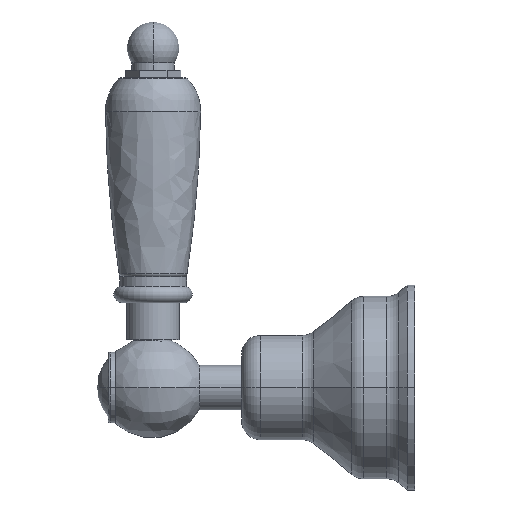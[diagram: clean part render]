
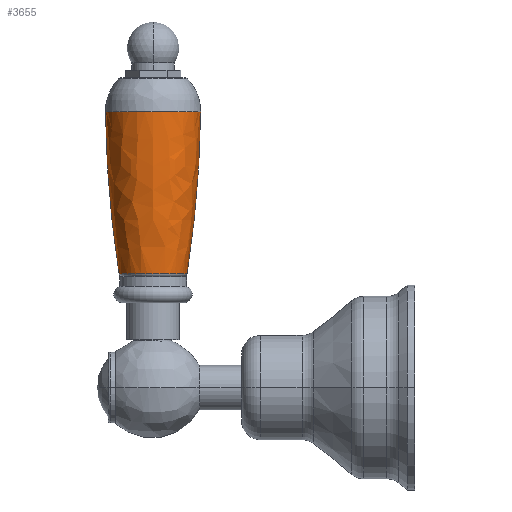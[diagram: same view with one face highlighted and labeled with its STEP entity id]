
A CAD part, left-side view. The second image highlights one B-rep face of the part: STEP entity #3655.
In plain terms, the highlighted free-form (B-spline) face has degree [3, 3] with [7, 4] control points.
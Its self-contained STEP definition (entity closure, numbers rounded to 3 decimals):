
#1429=CARTESIAN_POINT('',(0.,148.3,74.068));
#1430=DIRECTION('',(0.,0.,-1.));
#1431=DIRECTION('',(0.,-1.,0.));
#1432=AXIS2_PLACEMENT_3D('',#1429,#1430,#1431);
#1449=CARTESIAN_POINT('',(0.,435.5,77.377));
#1450=DIRECTION('',(-1.,0.,0.));
#1451=DIRECTION('',(0.,-0.988,-0.156));
#1452=AXIS2_PLACEMENT_3D('',#1449,#1450,#1451);
#1454=CARTESIAN_POINT('',(0.,-138.9,77.377));
#1455=DIRECTION('',(1.,0.,0.));
#1456=DIRECTION('',(0.,0.988,-0.156));
#1457=AXIS2_PLACEMENT_3D('',#1454,#1455,#1456);
#1464=CARTESIAN_POINT('',(0.,148.3,30.644));
#1465=DIRECTION('',(0.,0.,-1.));
#1466=DIRECTION('',(0.,-1.,0.));
#1467=AXIS2_PLACEMENT_3D('',#1464,#1465,#1466);
#3182=CARTESIAN_POINT('',(0.,139.162,
30.644));
#3183=CARTESIAN_POINT('',(0.,135.518,
74.068));
#3184=VERTEX_POINT('',#3182);
#3185=VERTEX_POINT('',#3183);
#3190=CARTESIAN_POINT('',(0.,157.438,
30.644));
#3191=CARTESIAN_POINT('',(0.,161.082,
74.068));
#3192=VERTEX_POINT('',#3190);
#3193=VERTEX_POINT('',#3191);
#3619=CARTESIAN_POINT('',(0.803,135.535,74.941));
#3620=CARTESIAN_POINT('',(0.795,135.658,59.807));
#3621=CARTESIAN_POINT('',(0.716,136.921,44.725));
#3622=CARTESIAN_POINT('',(0.565,139.317,29.783));
#3623=CARTESIAN_POINT('',(-7.052,135.041,74.941));
#3624=CARTESIAN_POINT('',(-6.985,135.168,59.807));
#3625=CARTESIAN_POINT('',(-6.287,136.48,44.725));
#3626=CARTESIAN_POINT('',(-4.963,138.969,29.783));
#3627=CARTESIAN_POINT('',(-12.79,140.429,74.941));
#3628=CARTESIAN_POINT('',(-12.667,140.505,59.807));
#3629=CARTESIAN_POINT('',(-11.402,141.283,44.725));
#3630=CARTESIAN_POINT('',(-9.001,142.761,29.783));
#3631=CARTESIAN_POINT('',(-12.79,148.3,74.941));
#3632=CARTESIAN_POINT('',(-12.667,148.3,59.807));
#3633=CARTESIAN_POINT('',(-11.402,148.3,44.725));
#3634=CARTESIAN_POINT('',(-9.001,148.3,29.783));
#3635=CARTESIAN_POINT('',(-12.79,156.171,74.941));
#3636=CARTESIAN_POINT('',(-12.667,156.095,59.807));
#3637=CARTESIAN_POINT('',(-11.402,155.317,44.725));
#3638=CARTESIAN_POINT('',(-9.001,153.839,29.783));
#3639=CARTESIAN_POINT('',(-7.052,161.559,74.941));
#3640=CARTESIAN_POINT('',(-6.985,161.432,59.807));
#3641=CARTESIAN_POINT('',(-6.287,160.12,44.725));
#3642=CARTESIAN_POINT('',(-4.963,157.631,29.783));
#3643=CARTESIAN_POINT('',(0.803,161.065,74.941));
#3644=CARTESIAN_POINT('',(0.795,160.942,59.807));
#3645=CARTESIAN_POINT('',(0.716,159.679,44.725));
#3646=CARTESIAN_POINT('',(0.565,157.283,29.783));
#3647=(BOUNDED_SURFACE()B_SPLINE_SURFACE(3,3,((#3619,#3620,#3621,#3622),(#3623,
#3624,#3625,#3626),(#3627,#3628,#3629,#3630),(#3631,#3632,#3633,#3634),(#3635,
#3636,#3637,#3638),(#3639,#3640,#3641,#3642),(#3643,#3644,#3645,#3646)),
.UNSPECIFIED.,.F.,.F.,.F.)B_SPLINE_SURFACE_WITH_KNOTS((4,3,4),(4,4),(0.,1.,
2.),(0.,1.),.UNSPECIFIED.)GEOMETRIC_REPRESENTATION_ITEM()RATIONAL_B_SPLINE_SURFACE(((1.189,1.187,1.187,1.189),(
0.939,0.937,0.937,0.939),(
0.939,0.937,0.937,0.939),(
1.189,1.187,1.187,1.189),(
0.939,0.937,0.937,0.939),(
0.939,0.937,0.937,0.939),(
1.189,1.187,1.187,1.189)))REPRESENTATION_ITEM('')SURFACE());
#3648=ORIENTED_EDGE('',*,*,#3602,.F.);
#3650=ORIENTED_EDGE('',*,*,#3649,.T.);
#3651=ORIENTED_EDGE('',*,*,#3605,.T.);
#3652=ORIENTED_EDGE('',*,*,#3514,.F.);
#3653=EDGE_LOOP('',(#3648,#3650,#3651,#3652));
#3654=FACE_OUTER_BOUND('',#3653,.F.);
#3655=ADVANCED_FACE('',(#3654),#3647,.T.);
#1433=CIRCLE('',#1432,12.782);
#1453=CIRCLE('',#1452,300.);
#1458=CIRCLE('',#1457,300.);
#1468=CIRCLE('',#1467,9.138);
#3514=EDGE_CURVE('',#3185,#3193,#1433,.T.);
#3602=EDGE_CURVE('',#3184,#3185,#1453,.T.);
#3605=EDGE_CURVE('',#3192,#3193,#1458,.T.);
#3649=EDGE_CURVE('',#3184,#3192,#1468,.T.);
